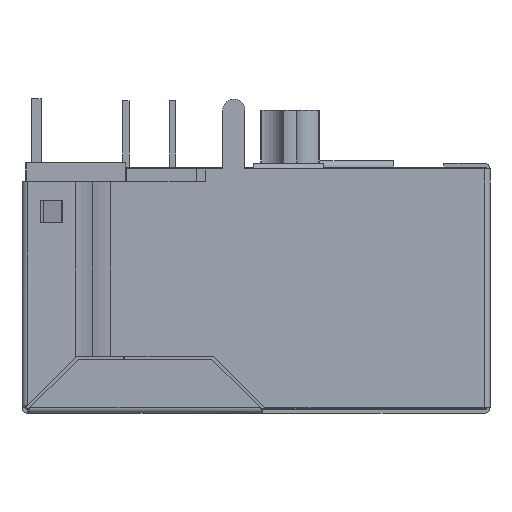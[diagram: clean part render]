
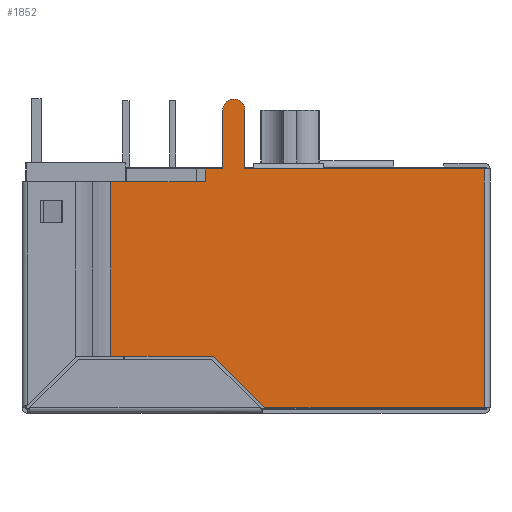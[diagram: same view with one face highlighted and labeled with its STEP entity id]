
A CAD part, left-side view. The second image highlights one B-rep face of the part: STEP entity #1852.
In plain terms, the highlighted planar face has unit normal (-1, 0, 0).
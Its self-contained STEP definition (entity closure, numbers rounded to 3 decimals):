
#1852 = ADVANCED_FACE( '', ( #4171 ), #4172, .T. );
#4171 = FACE_OUTER_BOUND( '', #7105, .T. );
#4172 = PLANE( '', #7106 );
#7105 = EDGE_LOOP( '', ( #12551, #12552, #12553, #12554, #12555, #12556, #12557, #12558, #12559, #12560, #12561, #12562, #12563, #12564 ) );
#7106 = AXIS2_PLACEMENT_3D( '', #12565, #12566, #12567 );
#12551 = ORIENTED_EDGE( '', *, *, #19768, .F. );
#12552 = ORIENTED_EDGE( '', *, *, #19769, .F. );
#12553 = ORIENTED_EDGE( '', *, *, #18753, .F. );
#12554 = ORIENTED_EDGE( '', *, *, #19770, .T. );
#12555 = ORIENTED_EDGE( '', *, *, #18619, .T. );
#12556 = ORIENTED_EDGE( '', *, *, #18965, .T. );
#12557 = ORIENTED_EDGE( '', *, *, #19771, .T. );
#12558 = ORIENTED_EDGE( '', *, *, #18891, .T. );
#12559 = ORIENTED_EDGE( '', *, *, #19309, .T. );
#12560 = ORIENTED_EDGE( '', *, *, #18867, .T. );
#12561 = ORIENTED_EDGE( '', *, *, #19772, .F. );
#12562 = ORIENTED_EDGE( '', *, *, #18304, .F. );
#12563 = ORIENTED_EDGE( '', *, *, #19773, .F. );
#12564 = ORIENTED_EDGE( '', *, *, #19774, .T. );
#12565 = CARTESIAN_POINT( '', ( -8.1, -10.72, -6.3 ) );
#12566 = DIRECTION( '', ( -1., 0., 0. ) );
#12567 = DIRECTION( '', ( 0., -1., 0. ) );
#18304 = EDGE_CURVE( '', #22251, #22252, #22253, .T. );
#18619 = EDGE_CURVE( '', #22795, #22793, #22796, .T. );
#18753 = EDGE_CURVE( '', #23008, #23003, #23010, .T. );
#18867 = EDGE_CURVE( '', #23200, #23198, #23201, .T. );
#18891 = EDGE_CURVE( '', #23237, #21934, #23238, .T. );
#18965 = EDGE_CURVE( '', #22793, #23354, #23356, .T. );
#19309 = EDGE_CURVE( '', #21934, #23200, #23890, .T. );
#19768 = EDGE_CURVE( '', #24567, #24568, #24569, .T. );
#19769 = EDGE_CURVE( '', #23003, #24567, #24570, .T. );
#19770 = EDGE_CURVE( '', #23008, #22795, #24571, .T. );
#19771 = EDGE_CURVE( '', #23354, #23237, #24572, .T. );
#19772 = EDGE_CURVE( '', #22252, #23198, #24573, .T. );
#19773 = EDGE_CURVE( '', #24574, #22251, #24575, .T. );
#19774 = EDGE_CURVE( '', #24574, #24568, #24576, .T. );
#21934 = VERTEX_POINT( '', #27364 );
#22251 = VERTEX_POINT( '', #27820 );
#22252 = VERTEX_POINT( '', #27821 );
#22253 = CIRCLE( '', #27822, 0.6 );
#22793 = VERTEX_POINT( '', #28629 );
#22795 = VERTEX_POINT( '', #28632 );
#22796 = LINE( '', #28633, #28634 );
#23003 = VERTEX_POINT( '', #28933 );
#23008 = VERTEX_POINT( '', #28939 );
#23010 = LINE( '', #28941, #28942 );
#23198 = VERTEX_POINT( '', #29209 );
#23200 = VERTEX_POINT( '', #29212 );
#23201 = LINE( '', #29213, #29214 );
#23237 = VERTEX_POINT( '', #29265 );
#23238 = LINE( '', #29266, #29267 );
#23354 = VERTEX_POINT( '', #29431 );
#23356 = LINE( '', #29433, #29434 );
#23890 = LINE( '', #30296, #30297 );
#24567 = VERTEX_POINT( '', #31415 );
#24568 = VERTEX_POINT( '', #31416 );
#24569 = LINE( '', #31417, #31418 );
#24570 = LINE( '', #31419, #31420 );
#24571 = LINE( '', #31421, #31422 );
#24572 = LINE( '', #31423, #31424 );
#24573 = LINE( '', #31425, #31426 );
#24574 = VERTEX_POINT( '', #31427 );
#24575 = LINE( '', #31428, #31429 );
#24576 = LINE( '', #31430, #31431 );
#27364 = CARTESIAN_POINT( '', ( -8.1, -1.9, 6.6 ) );
#27820 = CARTESIAN_POINT( '', ( -8.1, 3.56, 9.78 ) );
#27821 = CARTESIAN_POINT( '', ( -8.1, 2.36, 9.78 ) );
#27822 = AXIS2_PLACEMENT_3D( '', #34558, #34559, #34560 );
#28629 = CARTESIAN_POINT( '', ( -8.1, 1.28, -6.3 ) );
#28632 = CARTESIAN_POINT( '', ( -8.1, 4.064, -3.516 ) );
#28633 = CARTESIAN_POINT( '', ( -8.1, 4.064, -3.516 ) );
#28634 = VECTOR( '', #34874, 1000. );
#28933 = CARTESIAN_POINT( '', ( -8.1, 9.61, 5.9 ) );
#28939 = CARTESIAN_POINT( '', ( -8.1, 9.61, -3.516 ) );
#28941 = CARTESIAN_POINT( '', ( -8.1, 9.61, -3.516 ) );
#28942 = VECTOR( '', #35020, 1000. );
#29209 = CARTESIAN_POINT( '', ( -8.1, 2.36, 6.6 ) );
#29212 = CARTESIAN_POINT( '', ( -8.1, 1.9, 6.6 ) );
#29213 = CARTESIAN_POINT( '', ( -8.1, -10.72, 6.6 ) );
#29214 = VECTOR( '', #35142, 1000. );
#29265 = CARTESIAN_POINT( '', ( -8.1, -10.59, 6.6 ) );
#29266 = CARTESIAN_POINT( '', ( -8.1, -10.72, 6.6 ) );
#29267 = VECTOR( '', #35167, 1000. );
#29431 = CARTESIAN_POINT( '', ( -8.1, -10.59, -6.3 ) );
#29433 = CARTESIAN_POINT( '', ( -8.1, 1.28, -6.3 ) );
#29434 = VECTOR( '', #35249, 1000. );
#30296 = CARTESIAN_POINT( '', ( -8.1, -1.9, 6.6 ) );
#30297 = VECTOR( '', #35589, 1000. );
#31415 = CARTESIAN_POINT( '', ( -8.1, 4.51, 5.9 ) );
#31416 = CARTESIAN_POINT( '', ( -8.1, 4.51, 6.6 ) );
#31417 = CARTESIAN_POINT( '', ( -8.1, 4.51, -6.3 ) );
#31418 = VECTOR( '', #36007, 1000. );
#31419 = CARTESIAN_POINT( '', ( -8.1, -10.72, 5.9 ) );
#31420 = VECTOR( '', #36008, 1000. );
#31421 = CARTESIAN_POINT( '', ( -8.1, 6.61, -3.516 ) );
#31422 = VECTOR( '', #36009, 1000. );
#31423 = CARTESIAN_POINT( '', ( -8.1, -10.59, -6.3 ) );
#31424 = VECTOR( '', #36010, 1000. );
#31425 = CARTESIAN_POINT( '', ( -8.1, 2.36, 9.78 ) );
#31426 = VECTOR( '', #36011, 1000. );
#31427 = CARTESIAN_POINT( '', ( -8.1, 3.56, 6.6 ) );
#31428 = CARTESIAN_POINT( '', ( -8.1, 3.56, 6.6 ) );
#31429 = VECTOR( '', #36012, 1000. );
#31430 = CARTESIAN_POINT( '', ( -8.1, -10.72, 6.6 ) );
#31431 = VECTOR( '', #36013, 1000. );
#34558 = CARTESIAN_POINT( '', ( -8.1, 2.96, 9.78 ) );
#34559 = DIRECTION( '', ( 1., 0., 0. ) );
#34560 = DIRECTION( '', ( 0., 1., 0. ) );
#34874 = DIRECTION( '', ( 0., -0.707, -0.707 ) );
#35020 = DIRECTION( '', ( 0., 0., 1. ) );
#35142 = DIRECTION( '', ( 0., 1., 0. ) );
#35167 = DIRECTION( '', ( 0., 1., 0. ) );
#35249 = DIRECTION( '', ( 0., -1., 0. ) );
#35589 = DIRECTION( '', ( 0., 1., 0. ) );
#36007 = DIRECTION( '', ( 0., 0., 1. ) );
#36008 = DIRECTION( '', ( 0., -1., 0. ) );
#36009 = DIRECTION( '', ( 0., -1., 0. ) );
#36010 = DIRECTION( '', ( 0., 0., 1. ) );
#36011 = DIRECTION( '', ( 0., 0., -1. ) );
#36012 = DIRECTION( '', ( 0., 0., 1. ) );
#36013 = DIRECTION( '', ( 0., 1., 0. ) );
